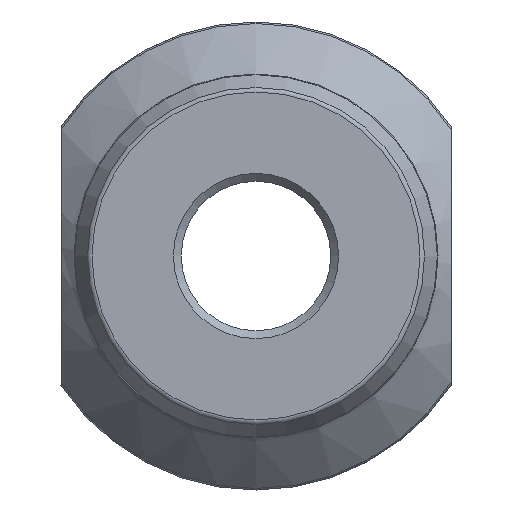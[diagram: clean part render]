
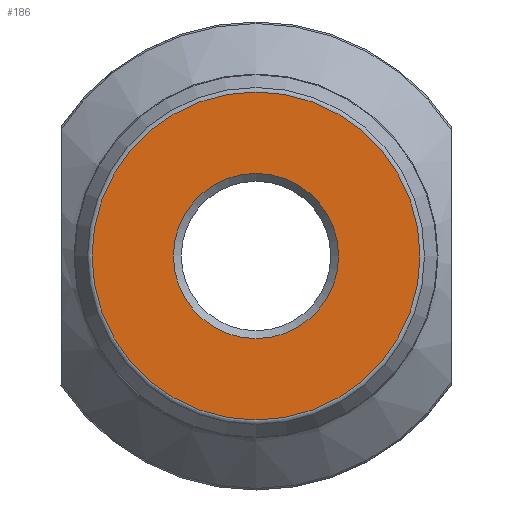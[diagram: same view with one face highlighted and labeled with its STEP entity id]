
A CAD part, left-side view. The second image highlights one B-rep face of the part: STEP entity #186.
In plain terms, the highlighted planar face has unit normal (-1, 0, 0).
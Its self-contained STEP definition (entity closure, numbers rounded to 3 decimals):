
#41=PLANE('',#699);
#80=FACE_BOUND('',#276,.T.);
#81=FACE_BOUND('',#277,.T.);
#186=ADVANCED_FACE('',(#80,#81),#41,.F.);
#276=EDGE_LOOP('',(#435));
#277=EDGE_LOOP('',(#436));
#347=CIRCLE('',#696,12.614);
#348=CIRCLE('',#698,6.35);
#435=ORIENTED_EDGE('',*,*,#604,.T.);
#436=ORIENTED_EDGE('',*,*,#603,.F.);
#538=VERTEX_POINT('',#1144);
#539=VERTEX_POINT('',#1147);
#603=EDGE_CURVE('',#538,#538,#347,.T.);
#604=EDGE_CURVE('',#539,#539,#348,.T.);
#696=AXIS2_PLACEMENT_3D('',#1143,#843,#844);
#698=AXIS2_PLACEMENT_3D('',#1146,#847,#848);
#699=AXIS2_PLACEMENT_3D('',#1148,#849,#850);
#843=DIRECTION('',(1.,0.,0.));
#844=DIRECTION('',(0.,0.,-1.));
#847=DIRECTION('',(1.,0.,0.));
#848=DIRECTION('',(0.,0.,-1.));
#849=DIRECTION('',(1.,0.,0.));
#850=DIRECTION('',(0.,0.,-1.));
#1143=CARTESIAN_POINT('',(0.,0.,0.));
#1144=CARTESIAN_POINT('',(0.,0.,-12.614));
#1146=CARTESIAN_POINT('',(0.,0.,0.));
#1147=CARTESIAN_POINT('',(0.,0.,-6.35));
#1148=CARTESIAN_POINT('',(0.,0.,0.));
